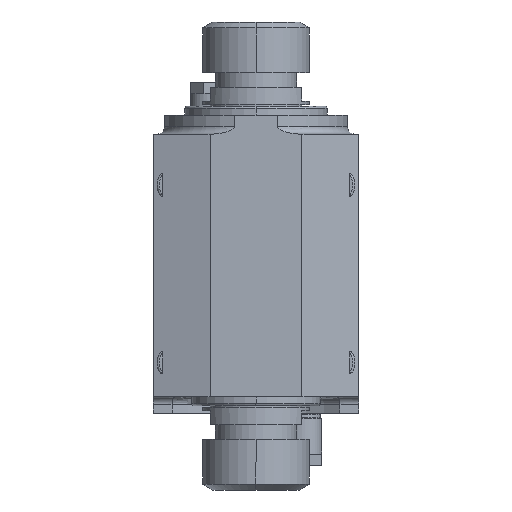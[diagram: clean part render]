
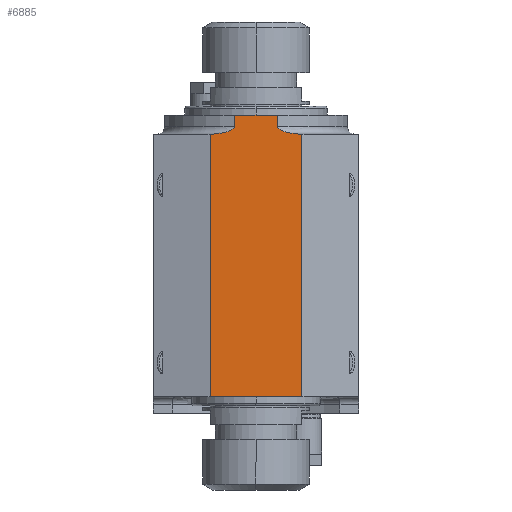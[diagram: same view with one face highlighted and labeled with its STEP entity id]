
A CAD part, left-side view. The second image highlights one B-rep face of the part: STEP entity #6885.
In plain terms, the highlighted planar face has unit normal (-1, 0, 0).
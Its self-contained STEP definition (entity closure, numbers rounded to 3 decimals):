
#763=DIRECTION('',(0.,0.,1.));
#764=VECTOR('',#763,103.5);
#765=CARTESIAN_POINT('',(-120.,18.108,-48.5));
#766=LINE('',#765,#764);
#767=DIRECTION('',(0.,1.,0.));
#768=VECTOR('',#767,0.903);
#769=CARTESIAN_POINT('',(-120.,17.205,55.));
#770=LINE('',#769,#768);
#771=DIRECTION('',(0.,0.,1.));
#772=VECTOR('',#771,4.5);
#773=CARTESIAN_POINT('',(-120.,8.426,58.));
#774=LINE('',#773,#772);
#775=DIRECTION('',(0.,-1.,0.));
#776=VECTOR('',#775,16.852);
#777=CARTESIAN_POINT('',(-120.,8.426,62.5));
#778=LINE('',#777,#776);
#779=DIRECTION('',(0.,0.,1.));
#780=VECTOR('',#779,4.5);
#781=CARTESIAN_POINT('',(-120.,-8.426,58.));
#782=LINE('',#781,#780);
#783=DIRECTION('',(0.,1.,0.));
#784=VECTOR('',#783,0.903);
#785=CARTESIAN_POINT('',(-120.,-18.108,55.));
#786=LINE('',#785,#784);
#787=DIRECTION('',(0.,0.,1.));
#788=VECTOR('',#787,103.5);
#789=CARTESIAN_POINT('',(-120.,-18.108,-48.5));
#790=LINE('',#789,#788);
#791=DIRECTION('',(0.,1.,0.));
#792=VECTOR('',#791,36.215);
#793=CARTESIAN_POINT('',(-120.,-18.108,-48.5));
#794=LINE('',#793,#792);
#795=CARTESIAN_POINT('',(-120.,-17.205,55.));
#796=CARTESIAN_POINT('',(-120.,-16.918,55.));
#797=CARTESIAN_POINT('',(-120.,-16.332,55.015));
#798=CARTESIAN_POINT('',(-120.,-15.364,55.094));
#799=CARTESIAN_POINT('',(-120.,-14.455,55.216));
#800=CARTESIAN_POINT('',(-120.,-13.654,55.358));
#801=CARTESIAN_POINT('',(-120.,-12.959,55.509));
#802=CARTESIAN_POINT('',(-120.,-12.342,55.665));
#803=CARTESIAN_POINT('',(-120.,-11.797,55.821));
#804=CARTESIAN_POINT('',(-120.,-11.314,55.976));
#805=CARTESIAN_POINT('',(-120.,-10.885,56.128));
#806=CARTESIAN_POINT('',(-120.,-10.504,56.277));
#807=CARTESIAN_POINT('',(-120.,-10.168,56.422));
#808=CARTESIAN_POINT('',(-120.,-9.871,56.563));
#809=CARTESIAN_POINT('',(-120.,-9.61,56.7));
#810=CARTESIAN_POINT('',(-120.,-9.382,56.832));
#811=CARTESIAN_POINT('',(-120.,-9.184,56.96));
#812=CARTESIAN_POINT('',(-120.,-9.014,57.085));
#813=CARTESIAN_POINT('',(-120.,-8.871,57.204));
#814=CARTESIAN_POINT('',(-120.,-8.75,57.32));
#815=CARTESIAN_POINT('',(-120.,-8.653,57.431));
#816=CARTESIAN_POINT('',(-120.,-8.576,57.536));
#817=CARTESIAN_POINT('',(-120.,-8.518,57.636));
#818=CARTESIAN_POINT('',(-120.,-8.476,57.73));
#819=CARTESIAN_POINT('',(-120.,-8.447,57.822));
#820=CARTESIAN_POINT('',(-120.,-8.43,57.912));
#821=CARTESIAN_POINT('',(-120.,-8.426,57.971));
#822=CARTESIAN_POINT('',(-120.,-8.426,58.));
#824=CARTESIAN_POINT('',(-120.,17.205,55.));
#825=CARTESIAN_POINT('',(-120.,16.919,55.));
#826=CARTESIAN_POINT('',(-120.,16.334,55.015));
#827=CARTESIAN_POINT('',(-120.,15.361,55.094));
#828=CARTESIAN_POINT('',(-120.,14.441,55.218));
#829=CARTESIAN_POINT('',(-120.,13.645,55.36));
#830=CARTESIAN_POINT('',(-120.,12.948,55.512));
#831=CARTESIAN_POINT('',(-120.,12.332,55.668));
#832=CARTESIAN_POINT('',(-120.,11.787,55.824));
#833=CARTESIAN_POINT('',(-120.,11.304,55.979));
#834=CARTESIAN_POINT('',(-120.,10.876,56.131));
#835=CARTESIAN_POINT('',(-120.,10.497,56.28));
#836=CARTESIAN_POINT('',(-120.,10.162,56.425));
#837=CARTESIAN_POINT('',(-120.,9.866,56.566));
#838=CARTESIAN_POINT('',(-120.,9.606,56.702));
#839=CARTESIAN_POINT('',(-120.,9.379,56.834));
#840=CARTESIAN_POINT('',(-120.,9.182,56.962));
#841=CARTESIAN_POINT('',(-120.,9.013,57.086));
#842=CARTESIAN_POINT('',(-120.,8.869,57.206));
#843=CARTESIAN_POINT('',(-120.,8.749,57.322));
#844=CARTESIAN_POINT('',(-120.,8.652,57.432));
#845=CARTESIAN_POINT('',(-120.,8.576,57.537));
#846=CARTESIAN_POINT('',(-120.,8.518,57.637));
#847=CARTESIAN_POINT('',(-120.,8.476,57.731));
#848=CARTESIAN_POINT('',(-120.,8.447,57.823));
#849=CARTESIAN_POINT('',(-120.,8.43,57.912));
#850=CARTESIAN_POINT('',(-120.,8.426,57.971));
#851=CARTESIAN_POINT('',(-120.,8.426,58.));
#5503=CARTESIAN_POINT('',(-120.,18.108,-48.5));
#5504=CARTESIAN_POINT('',(-120.,18.108,55.));
#5505=VERTEX_POINT('',#5503);
#5506=VERTEX_POINT('',#5504);
#5507=CARTESIAN_POINT('',(-120.,-18.108,-48.5));
#5508=CARTESIAN_POINT('',(-120.,-18.108,55.));
#5509=VERTEX_POINT('',#5507);
#5510=VERTEX_POINT('',#5508);
#5519=VERTEX_POINT('',#795);
#5520=VERTEX_POINT('',#822);
#5525=VERTEX_POINT('',#824);
#5526=VERTEX_POINT('',#851);
#5527=CARTESIAN_POINT('',(-120.,8.426,62.5));
#5528=CARTESIAN_POINT('',(-120.,-8.426,62.5));
#5529=VERTEX_POINT('',#5527);
#5530=VERTEX_POINT('',#5528);
#6862=CARTESIAN_POINT('',(-120.,0.,0.));
#6863=DIRECTION('',(1.,0.,0.));
#6864=DIRECTION('',(0.,1.,0.));
#6865=AXIS2_PLACEMENT_3D('',#6862,#6863,#6864);
#6866=PLANE('',#6865);
#6867=ORIENTED_EDGE('',*,*,#6845,.T.);
#6868=ORIENTED_EDGE('',*,*,#6591,.F.);
#6870=ORIENTED_EDGE('',*,*,#6869,.T.);
#6872=ORIENTED_EDGE('',*,*,#6871,.T.);
#6874=ORIENTED_EDGE('',*,*,#6873,.T.);
#6876=ORIENTED_EDGE('',*,*,#6875,.F.);
#6878=ORIENTED_EDGE('',*,*,#6877,.F.);
#6879=ORIENTED_EDGE('',*,*,#6587,.F.);
#6881=ORIENTED_EDGE('',*,*,#6880,.F.);
#6882=ORIENTED_EDGE('',*,*,#6819,.T.);
#6883=EDGE_LOOP('',(#6867,#6868,#6870,#6872,#6874,#6876,#6878,#6879,#6881,
#6882));
#6884=FACE_OUTER_BOUND('',#6883,.F.);
#6885=ADVANCED_FACE('',(#6884),#6866,.F.);
#823=B_SPLINE_CURVE_WITH_KNOTS('',3,(#795,#796,#797,#798,#799,#800,#801,#802,
#803,#804,#805,#806,#807,#808,#809,#810,#811,#812,#813,#814,#815,#816,#817,#818,
#819,#820,#821,#822),.UNSPECIFIED.,.F.,.F.,(4,1,1,1,1,1,1,1,1,1,1,1,1,1,1,1,1,1,
1,1,1,1,1,1,1,4),(0.,0.04,0.08,0.12,0.16,0.2,0.24,0.28,0.32,
0.36,0.4,0.44,0.48,0.52,0.56,0.6,0.64,0.68,0.72,0.76,
0.8,0.84,0.88,0.92,0.96,1.),.UNSPECIFIED.);
#852=B_SPLINE_CURVE_WITH_KNOTS('',3,(#824,#825,#826,#827,#828,#829,#830,#831,
#832,#833,#834,#835,#836,#837,#838,#839,#840,#841,#842,#843,#844,#845,#846,#847,
#848,#849,#850,#851),.UNSPECIFIED.,.F.,.F.,(4,1,1,1,1,1,1,1,1,1,1,1,1,1,1,1,1,1,
1,1,1,1,1,1,1,4),(0.,0.04,0.08,0.12,0.16,0.2,0.24,0.28,0.32,
0.36,0.4,0.44,0.48,0.52,0.56,0.6,0.64,0.68,0.72,0.76,
0.8,0.84,0.88,0.92,0.96,1.),.UNSPECIFIED.);
#6587=EDGE_CURVE('',#5510,#5519,#786,.T.);
#6591=EDGE_CURVE('',#5525,#5506,#770,.T.);
#6819=EDGE_CURVE('',#5509,#5505,#794,.T.);
#6845=EDGE_CURVE('',#5505,#5506,#766,.T.);
#6869=EDGE_CURVE('',#5525,#5526,#852,.T.);
#6871=EDGE_CURVE('',#5526,#5529,#774,.T.);
#6873=EDGE_CURVE('',#5529,#5530,#778,.T.);
#6875=EDGE_CURVE('',#5520,#5530,#782,.T.);
#6877=EDGE_CURVE('',#5519,#5520,#823,.T.);
#6880=EDGE_CURVE('',#5509,#5510,#790,.T.);
